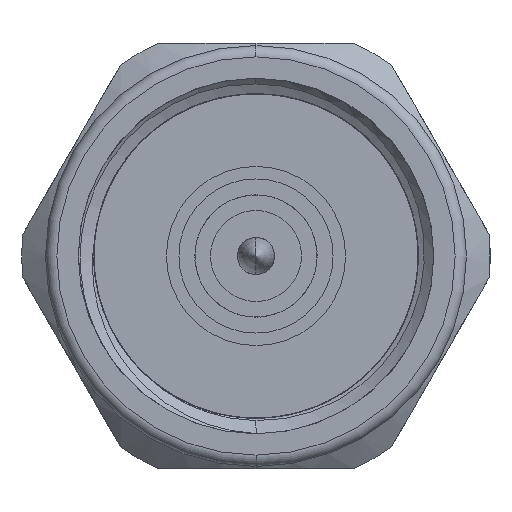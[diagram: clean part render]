
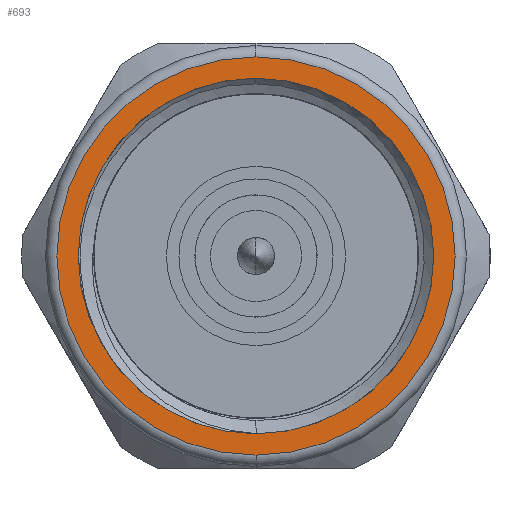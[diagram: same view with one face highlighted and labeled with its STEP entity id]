
A CAD part, left-side view. The second image highlights one B-rep face of the part: STEP entity #693.
In plain terms, the highlighted planar face has unit normal (-1, 0, 0).
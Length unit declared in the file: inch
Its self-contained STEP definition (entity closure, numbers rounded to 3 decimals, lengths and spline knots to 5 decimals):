
#41 = FACE_BOUND ( 'NONE', #4090, .T. ) ;
#53 = DIRECTION ( 'NONE',  ( -1., 0., 0. ) ) ;
#72 = DIRECTION ( 'NONE',  ( 0., 0., -1. ) ) ;
#402 = CIRCLE ( 'NONE', #4034, 0.35 ) ;
#489 = CIRCLE ( 'NONE', #3031, 0.35 ) ;
#514 = CARTESIAN_POINT ( 'NONE',  ( 0., 0., 0. ) ) ;
#615 = CIRCLE ( 'NONE', #3689, 0.3125 ) ;
#625 = EDGE_CURVE ( 'NONE', #1495, #2234, #489, .T. ) ;
#693 = ADVANCED_FACE ( 'NONE', ( #41, #4130 ), #4600, .F. ) ;
#1087 = DIRECTION ( 'NONE',  ( 0., 0., 1. ) ) ;
#1495 = VERTEX_POINT ( 'NONE', #5936 ) ;
#1505 = DIRECTION ( 'NONE',  ( -1., 0., 0. ) ) ;
#1607 = CARTESIAN_POINT ( 'NONE',  ( 0., 0., 0.35 ) ) ;
#1661 = EDGE_LOOP ( 'NONE', ( #3082, #4265 ) ) ;
#1867 = CARTESIAN_POINT ( 'NONE',  ( 0., 0., 0.3125 ) ) ;
#2039 = ORIENTED_EDGE ( 'NONE', *, *, #2201, .F. ) ;
#2181 = EDGE_CURVE ( 'NONE', #5982, #4342, #2719, .T. ) ;
#2201 = EDGE_CURVE ( 'NONE', #4342, #5982, #615, .T. ) ;
#2234 = VERTEX_POINT ( 'NONE', #1607 ) ;
#2719 = CIRCLE ( 'NONE', #6595, 0.3125 ) ;
#2945 = DIRECTION ( 'NONE',  ( 0., 0., -1. ) ) ;
#3031 = AXIS2_PLACEMENT_3D ( 'NONE', #3067, #5103, #72 ) ;
#3067 = CARTESIAN_POINT ( 'NONE',  ( 0., 0., 0. ) ) ;
#3082 = ORIENTED_EDGE ( 'NONE', *, *, #625, .T. ) ;
#3098 = DIRECTION ( 'NONE',  ( 1., 0., 0. ) ) ;
#3100 = CARTESIAN_POINT ( 'NONE',  ( 0., 0., -0.3125 ) ) ;
#3408 = CARTESIAN_POINT ( 'NONE',  ( 0., 0., 0. ) ) ;
#3617 = CARTESIAN_POINT ( 'NONE',  ( 0., 0., 0. ) ) ;
#3689 = AXIS2_PLACEMENT_3D ( 'NONE', #3617, #1505, #1087 ) ;
#3718 = EDGE_CURVE ( 'NONE', #2234, #1495, #402, .T. ) ;
#4034 = AXIS2_PLACEMENT_3D ( 'NONE', #3408, #5523, #2945 ) ;
#4090 = EDGE_LOOP ( 'NONE', ( #5303, #2039 ) ) ;
#4130 = FACE_OUTER_BOUND ( 'NONE', #1661, .T. ) ;
#4265 = ORIENTED_EDGE ( 'NONE', *, *, #3718, .T. ) ;
#4342 = VERTEX_POINT ( 'NONE', #3100 ) ;
#4600 = PLANE ( 'NONE',  #5704 ) ;
#5035 = DIRECTION ( 'NONE',  ( 0., 0., -1. ) ) ;
#5103 = DIRECTION ( 'NONE',  ( -1., 0., 0. ) ) ;
#5303 = ORIENTED_EDGE ( 'NONE', *, *, #2181, .F. ) ;
#5523 = DIRECTION ( 'NONE',  ( -1., 0., 0. ) ) ;
#5656 = CARTESIAN_POINT ( 'NONE',  ( 0., 0., 0. ) ) ;
#5704 = AXIS2_PLACEMENT_3D ( 'NONE', #514, #3098, #5035 ) ;
#5936 = CARTESIAN_POINT ( 'NONE',  ( 0., 0., -0.35 ) ) ;
#5982 = VERTEX_POINT ( 'NONE', #1867 ) ;
#6098 = DIRECTION ( 'NONE',  ( 0., 0., 1. ) ) ;
#6595 = AXIS2_PLACEMENT_3D ( 'NONE', #5656, #53, #6098 ) ;
